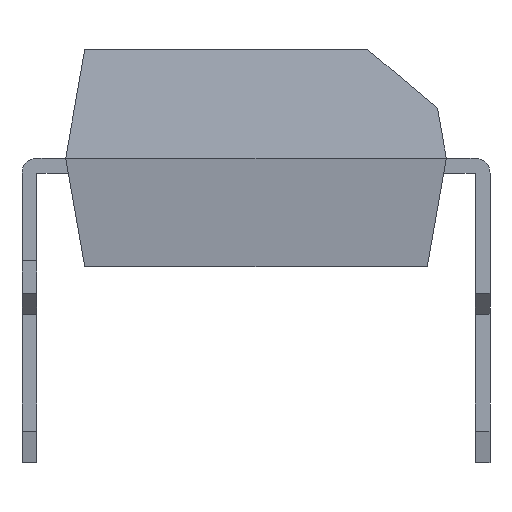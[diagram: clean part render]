
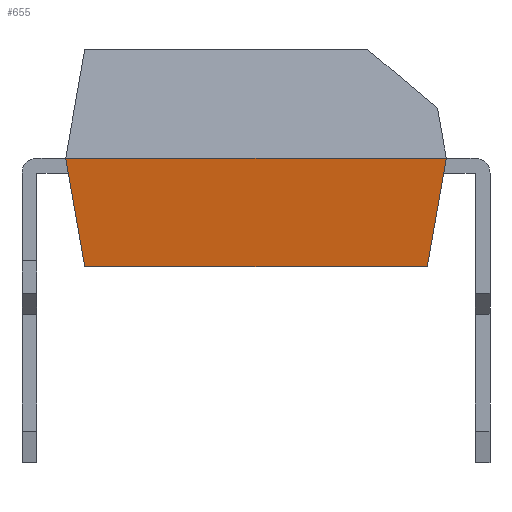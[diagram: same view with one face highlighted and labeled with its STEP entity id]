
A CAD part, front view. The second image highlights one B-rep face of the part: STEP entity #655.
In plain terms, the highlighted free-form (B-spline) face has degree [1, 1] with [2, 2] control points.
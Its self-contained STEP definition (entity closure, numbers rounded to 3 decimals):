
#507 = VERTEX_POINT('',#508);
#508 = CARTESIAN_POINT('',(3.2,-2.29,2.625));
#514 = EDGE_CURVE('',#507,#515,#517,.T.);
#515 = VERTEX_POINT('',#516);
#516 = CARTESIAN_POINT('',(2.88,-2.061,0.8));
#517 = B_SPLINE_CURVE_WITH_KNOTS('',1,(#518,#519),.UNSPECIFIED.,.F.,.F.,
  (2,2),(0.,1.),.PIECEWISE_BEZIER_KNOTS.);
#518 = CARTESIAN_POINT('',(3.2,-2.29,2.625));
#519 = CARTESIAN_POINT('',(2.88,-2.061,0.8));
#637 = EDGE_CURVE('',#515,#638,#640,.T.);
#638 = VERTEX_POINT('',#639);
#639 = CARTESIAN_POINT('',(-2.88,-2.061,0.8));
#640 = LINE('',#641,#642);
#641 = CARTESIAN_POINT('',(2.88,-2.061,0.8));
#642 = VECTOR('',#643,1.);
#643 = DIRECTION('',(-1.,0.,0.));
#655 = ADVANCED_FACE('',(#656),#673,.T.);
#656 = FACE_BOUND('',#657,.T.);
#657 = EDGE_LOOP('',(#658,#666,#671,#672));
#658 = ORIENTED_EDGE('',*,*,#659,.T.);
#659 = EDGE_CURVE('',#507,#660,#662,.T.);
#660 = VERTEX_POINT('',#661);
#661 = CARTESIAN_POINT('',(-3.2,-2.29,2.625));
#662 = LINE('',#663,#664);
#663 = CARTESIAN_POINT('',(3.2,-2.29,2.625));
#664 = VECTOR('',#665,1.);
#665 = DIRECTION('',(-1.,0.,0.));
#666 = ORIENTED_EDGE('',*,*,#667,.T.);
#667 = EDGE_CURVE('',#660,#638,#668,.T.);
#668 = B_SPLINE_CURVE_WITH_KNOTS('',1,(#669,#670),.UNSPECIFIED.,.F.,.F.,
  (2,2),(0.,1.),.PIECEWISE_BEZIER_KNOTS.);
#669 = CARTESIAN_POINT('',(-3.2,-2.29,2.625));
#670 = CARTESIAN_POINT('',(-2.88,-2.061,0.8));
#671 = ORIENTED_EDGE('',*,*,#637,.F.);
#672 = ORIENTED_EDGE('',*,*,#514,.F.);
#673 = B_SPLINE_SURFACE_WITH_KNOTS('',1,1,(
    (#674,#675)
    ,(#676,#677
  )),.UNSPECIFIED.,.F.,.F.,.F.,(2,2),(2,2),(0.,6.4),(0.,1.),
  .PIECEWISE_BEZIER_KNOTS.);
#674 = CARTESIAN_POINT('',(3.2,-2.29,2.625));
#675 = CARTESIAN_POINT('',(2.88,-2.061,0.8));
#676 = CARTESIAN_POINT('',(-3.2,-2.29,2.625));
#677 = CARTESIAN_POINT('',(-2.88,-2.061,0.8));
